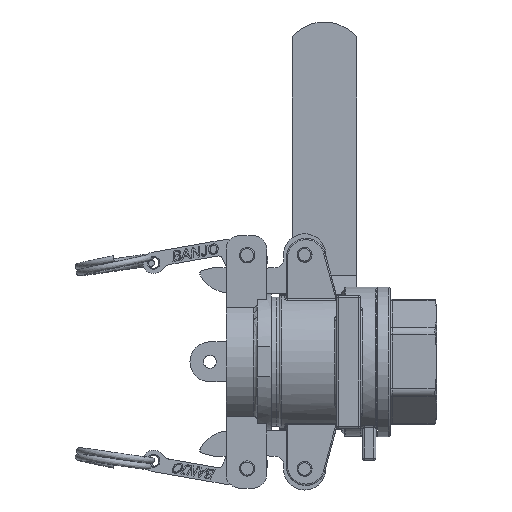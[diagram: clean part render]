
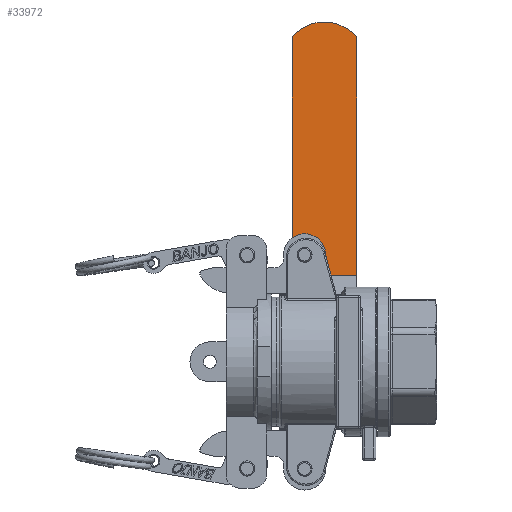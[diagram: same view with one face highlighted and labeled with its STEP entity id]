
A CAD part, front view. The second image highlights one B-rep face of the part: STEP entity #33972.
In plain terms, the highlighted planar face has unit normal (0, -1, 0).
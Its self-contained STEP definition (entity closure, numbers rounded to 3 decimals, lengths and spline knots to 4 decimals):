
#2341=LINE('',#71437,#4583);
#2346=LINE('',#71447,#4588);
#2349=LINE('',#71453,#4591);
#4583=VECTOR('',#42598,3.5087);
#4588=VECTOR('',#42607,0.95);
#4591=VECTOR('',#42614,3.5087);
#7856=PLANE('',#36268);
#9903=FACE_OUTER_BOUND('',#12175,.T.);
#12175=EDGE_LOOP('',(#30047,#30048,#30049,#30050));
#13470=CIRCLE('',#36263,0.625);
#16471=VERTEX_POINT('',#71419);
#16472=VERTEX_POINT('',#71421);
#16478=VERTEX_POINT('',#71435);
#16481=VERTEX_POINT('',#71445);
#21073=EDGE_CURVE('',#16472,#16471,#13470,.T.);
#21081=EDGE_CURVE('',#16471,#16478,#2341,.T.);
#21086=EDGE_CURVE('',#16481,#16478,#2346,.T.);
#21089=EDGE_CURVE('',#16472,#16481,#2349,.T.);
#30047=ORIENTED_EDGE('',*,*,#21073,.T.);
#30048=ORIENTED_EDGE('',*,*,#21081,.T.);
#30049=ORIENTED_EDGE('',*,*,#21086,.F.);
#30050=ORIENTED_EDGE('',*,*,#21089,.F.);
#33972=ADVANCED_FACE('',(#9903),#7856,.T.);
#36263=AXIS2_PLACEMENT_3D('',#71422,#42587,#42588);
#36268=AXIS2_PLACEMENT_3D('',#71452,#42612,#42613);
#42587=DIRECTION('center_axis',(0.,-1.,0.));
#42588=DIRECTION('ref_axis',(-1.,0.,0.));
#42598=DIRECTION('',(0.,0.,-1.));
#42607=DIRECTION('',(-1.,0.,0.));
#42612=DIRECTION('center_axis',(0.,-1.,0.));
#42613=DIRECTION('ref_axis',(0.,0.,1.));
#42614=DIRECTION('',(0.,0.,-1.));
#71419=CARTESIAN_POINT('',(-0.475,1.188,4.2812));
#71421=CARTESIAN_POINT('',(0.475,1.188,4.2812));
#71422=CARTESIAN_POINT('Origin',(0.,1.188,3.875));
#71435=CARTESIAN_POINT('',(-0.475,1.188,0.7725));
#71437=CARTESIAN_POINT('',(-0.475,1.188,1.5112));
#71445=CARTESIAN_POINT('',(0.475,1.188,0.7725));
#71447=CARTESIAN_POINT('',(0.475,1.188,0.7725));
#71452=CARTESIAN_POINT('Origin',(0.475,1.188,0.7725));
#71453=CARTESIAN_POINT('',(0.475,1.188,4.5));
